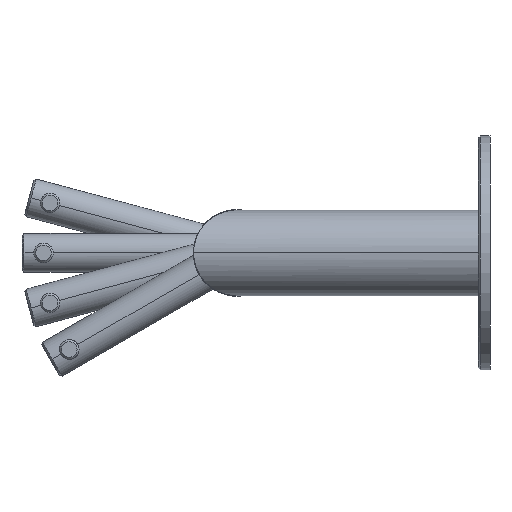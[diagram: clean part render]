
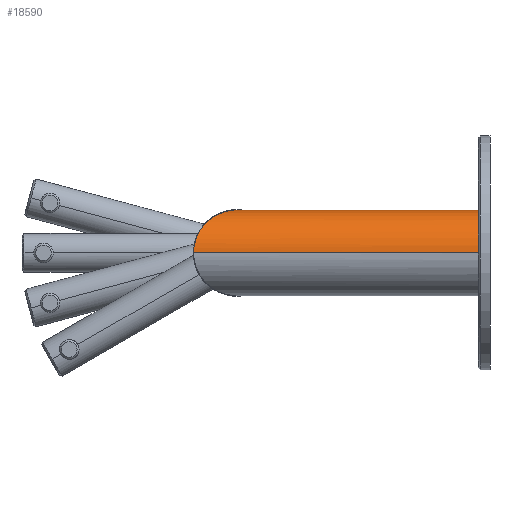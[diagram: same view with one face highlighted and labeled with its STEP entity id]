
A CAD part, front view. The second image highlights one B-rep face of the part: STEP entity #18590.
In plain terms, the highlighted cylindrical face has radius 11 mm (diameter 22 mm), a partial arc.
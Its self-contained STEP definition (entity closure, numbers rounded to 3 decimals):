
#18120=CARTESIAN_POINT('',(-158.36,-201.888,-237.5));
#18130=DIRECTION('',(1.,0.,0.));
#18140=DIRECTION('',(0.,-1.,0.));
#18150=AXIS2_PLACEMENT_3D('',#18120,#18130,#18140);
#18160=CIRCLE('',#18150,11.);
#18170=CARTESIAN_POINT('',(-158.36,-212.888,-237.5));
#18180=VERTEX_POINT('',#18170);
#18190=CARTESIAN_POINT('',(-158.36,-190.888,-237.5));
#18200=VERTEX_POINT('',#18190);
#18230=EDGE_CURVE('',#18200,#18180,#18160,.T.);
#18280=CARTESIAN_POINT('',(-167.674,-201.888,-237.5));
#18290=DIRECTION('',(1.,0.,0.));
#18300=DIRECTION('',(0.,-1.,0.));
#18310=AXIS2_PLACEMENT_3D('',#18280,#18290,#18300);
#18320=CYLINDRICAL_SURFACE('',#18310,11.);
#18330=CARTESIAN_POINT('',(-167.674,-190.888,-237.5));
#18340=DIRECTION('',(1.,0.,0.));
#18350=VECTOR('',#18340,1.);
#18360=LINE('',#18330,#18350);
#18370=CARTESIAN_POINT('',(-212.36,-190.888,-237.5));
#18380=VERTEX_POINT('',#18370);
#18390=EDGE_CURVE('',#18380,#18200,#18360,.T.);
#18400=ORIENTED_EDGE('',*,*,#18390,.F.);
#18410=ORIENTED_EDGE('',*,*,#18230,.F.);
#18420=CARTESIAN_POINT('',(-167.674,-212.888,-237.5));
#18430=DIRECTION('',(1.,0.,0.));
#18440=VECTOR('',#18430,1.);
#18450=LINE('',#18420,#18440);
#18460=CARTESIAN_POINT('',(-234.36,-212.888,-237.5));
#18470=VERTEX_POINT('',#18460);
#18480=EDGE_CURVE('',#18470,#18180,#18450,.T.);
#18490=ORIENTED_EDGE('',*,*,#18480,.T.);
#18500=CARTESIAN_POINT('',(-223.36,-201.888,-237.5));
#18510=DIRECTION('',(-0.707,0.707,0.));
#18520=DIRECTION('',(0.707,0.707,0.));
#18530=AXIS2_PLACEMENT_3D('',#18500,#18510,#18520);
#18540=ELLIPSE('',#18530,15.556,11.);
#18550=EDGE_CURVE('',#18470,#18380,#18540,.T.);
#18560=ORIENTED_EDGE('',*,*,#18550,.F.);
#18570=EDGE_LOOP('',(#18560,#18490,#18410,#18400));
#18580=FACE_OUTER_BOUND('',#18570,.T.);
#18590=ADVANCED_FACE('',(#18580),#18320,.T.);
